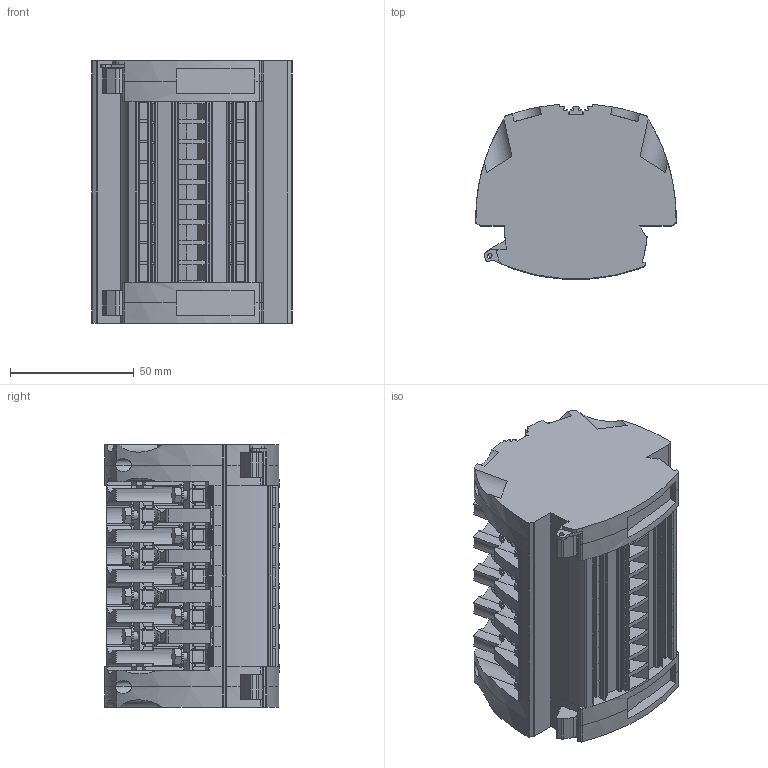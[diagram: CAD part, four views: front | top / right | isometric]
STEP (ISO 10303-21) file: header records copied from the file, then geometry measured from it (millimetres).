
FILE_DESCRIPTION(('SolidDesigner STEP Export'),'2;1');
FILE_NAME('3969925_RSCWE_6_3_9-select.stp','2016-04-01T11:00:56',(''),(''),'Creo Elements/Direct Modeling STEP processor for AP214 (Solid Model)','Creo Elements/Direct Modeling 18.1G 27-Feb-2015 (C) Parametric Technology GmbH','');
FILE_SCHEMA(('AUTOMOTIVE_DESIGN { 1 0 10303 214 1 1 1 1 }'));
Length unit declared in the file: millimetre
Products named in the file (2): 3969925_RSCWE_6_3_9-select
Assembly tree (1 placements, depth 2):
  3969925_RSCWE_6_3_9-select
    3969925_RSCWE_6_3_9-select
Bounding box: 80.95 x 70.49 x 105.95 mm (x, y, z)
Volume: 395669.4 mm3; surface area: 69150.3 mm2
Topology: 1 solids, 1 shells, 3250 faces, 9806 edges, 6473 vertices
Faces by surface type: plane 2537, cylinder 683, bspline 30
Entity records: 145974 total; most frequent: CARTESIAN_POINT 33764, ORIENTED_EDGE 19612, DIRECTION 15897, EDGE_CURVE 9806, VECTOR 7809, LINE 7809, VERTEX_POINT 6473, AXIS2_PLACEMENT_3D 4044
